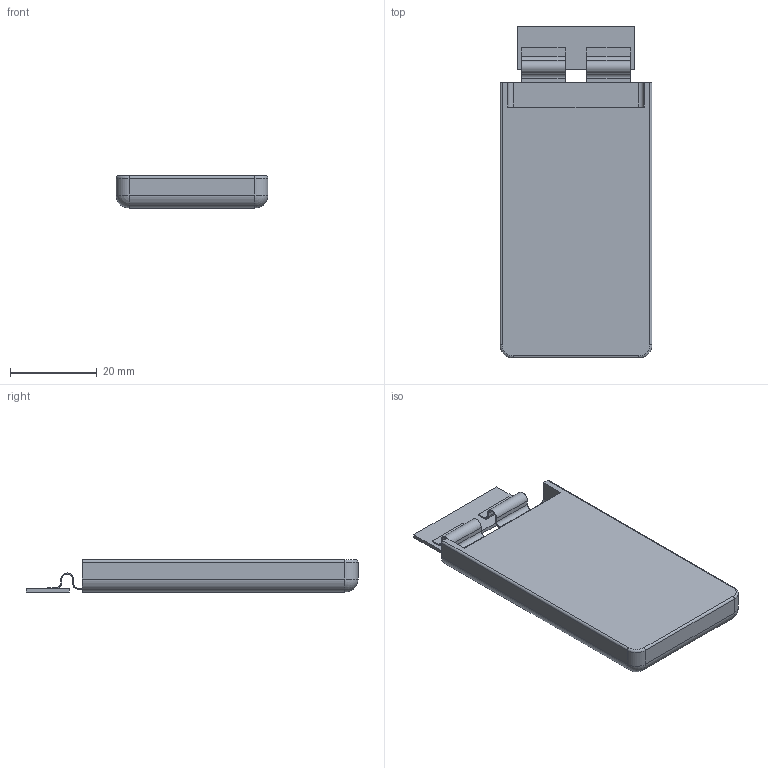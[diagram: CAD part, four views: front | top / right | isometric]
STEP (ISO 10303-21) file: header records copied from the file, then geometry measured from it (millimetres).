
FILE_DESCRIPTION(/* description */ (''),/* implementation_level */ '2;1');
FILE_NAME(/* name */ 'Batt-Prot.stp',/* time_stamp */ '2016-06-21T21:01:35-04:00',/* author */ (''),/* organization */ (''),/* preprocessor_version */ 'ST-DEVELOPER v16',/* originating_system */ 'SIEMENS PLM Software NX 10.0',/* authorisation */ '');
FILE_SCHEMA (('AP203_CONFIGURATION_CONTROLLED_3D_DESIGN_OF_MECHANICAL_PARTS_AND_ASSEMBLIES_MIM_LF { 1 0 10303 403 2 1 2}'));
Length unit declared in the file: millimetre
Products named in the file (1): Hugh24DC98974qbq
Bounding box: 34.97 x 76.42 x 7.4 mm (x, y, z)
Volume: 15357.7 mm3; surface area: 6796.9 mm2
Topology: 2 solids, 2 shells, 64 faces, 166 edges, 106 vertices
Faces by surface type: plane 38, cylinder 22, sphere 2, torus 2
Entity records: 2024 total; most frequent: DIRECTION 340, CARTESIAN_POINT 335, ORIENTED_EDGE 328, EDGE_CURVE 164, LINE 118, VECTOR 118, AXIS2_PLACEMENT_3D 111, VERTEX_POINT 106
